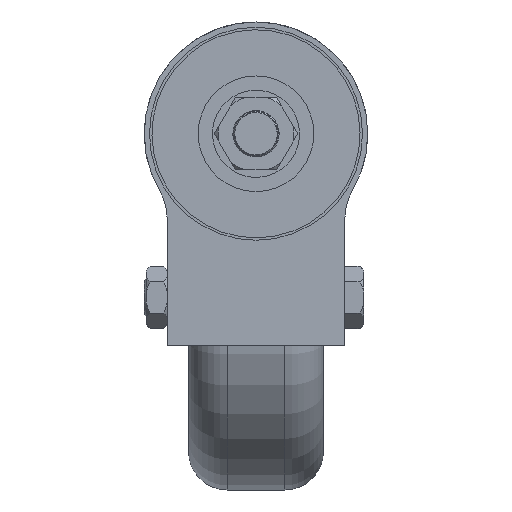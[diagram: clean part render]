
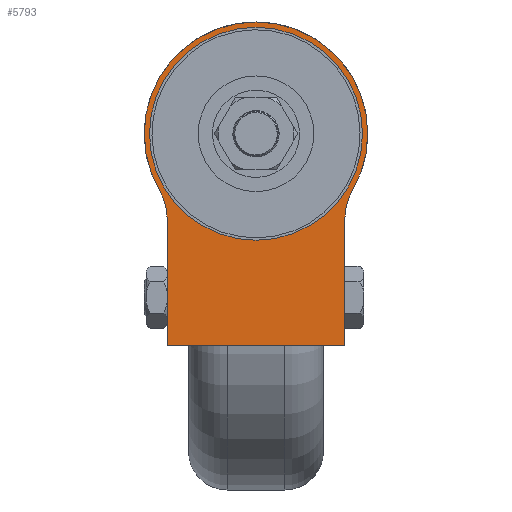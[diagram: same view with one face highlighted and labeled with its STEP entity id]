
A CAD part, front view. The second image highlights one B-rep face of the part: STEP entity #5793.
In plain terms, the highlighted planar face has unit normal (0, -1, 0).
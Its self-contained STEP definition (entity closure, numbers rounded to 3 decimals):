
#32 = LINE ( 'NONE', #2415, #635 ) ;
#119 = DIRECTION ( 'NONE',  ( 0., 0., 1. ) ) ;
#249 = DIRECTION ( 'NONE',  ( 0., 0., 1. ) ) ;
#308 = DIRECTION ( 'NONE',  ( 0., 0., -1. ) ) ;
#392 = LINE ( 'NONE', #2292, #5508 ) ;
#609 = CARTESIAN_POINT ( 'NONE',  ( -39., 0., -22.45 ) ) ;
#635 = VECTOR ( 'NONE', #2542, 1000. ) ;
#691 = CARTESIAN_POINT ( 'NONE',  ( 23., 0., -22.45 ) ) ;
#738 = PLANE ( 'NONE',  #5435 ) ;
#754 = EDGE_CURVE ( 'NONE', #2114, #2123, #1895, .T. ) ;
#765 = CARTESIAN_POINT ( 'NONE',  ( 0., 0., 0. ) ) ;
#936 = EDGE_LOOP ( 'NONE', ( #4204, #4943, #4699, #4359, #4175, #1535 ) ) ;
#945 = EDGE_CURVE ( 'NONE', #4969, #3801, #1832, .T. ) ;
#1126 = CARTESIAN_POINT ( 'NONE',  ( 39., 0., -22.45 ) ) ;
#1258 = EDGE_CURVE ( 'NONE', #4747, #4969, #32, .T. ) ;
#1351 = CARTESIAN_POINT ( 'NONE',  ( -23., 0., -17.664 ) ) ;
#1518 = CIRCLE ( 'NONE', #3475, 27.631 ) ;
#1535 = ORIENTED_EDGE ( 'NONE', *, *, #945, .F. ) ;
#1643 = CARTESIAN_POINT ( 'NONE',  ( 0., 0., 0. ) ) ;
#1687 = AXIS2_PLACEMENT_3D ( 'NONE', #1126, #3223, #5978 ) ;
#1832 = LINE ( 'NONE', #1351, #3125 ) ;
#1844 = CARTESIAN_POINT ( 'NONE',  ( -25.133, 0., -14.468 ) ) ;
#1895 = CIRCLE ( 'NONE', #1687, 16. ) ;
#1924 = DIRECTION ( 'NONE',  ( 0., 1., 0. ) ) ;
#2021 = CARTESIAN_POINT ( 'NONE',  ( 0., 0., 0. ) ) ;
#2114 = VERTEX_POINT ( 'NONE', #691 ) ;
#2123 = VERTEX_POINT ( 'NONE', #2418 ) ;
#2254 = AXIS2_PLACEMENT_3D ( 'NONE', #609, #1924, #119 ) ;
#2280 = EDGE_CURVE ( 'NONE', #2114, #4747, #392, .T. ) ;
#2287 = VERTEX_POINT ( 'NONE', #4302 ) ;
#2292 = CARTESIAN_POINT ( 'NONE',  ( 23., 0., -17.664 ) ) ;
#2398 = CARTESIAN_POINT ( 'NONE',  ( -23., 0., -54.993 ) ) ;
#2413 = VERTEX_POINT ( 'NONE', #4827 ) ;
#2415 = CARTESIAN_POINT ( 'NONE',  ( -23., 0., -54.993 ) ) ;
#2418 = CARTESIAN_POINT ( 'NONE',  ( 25.133, 0., -14.468 ) ) ;
#2542 = DIRECTION ( 'NONE',  ( -1., 0., 0. ) ) ;
#2582 = DIRECTION ( 'NONE',  ( 0., 1., 0. ) ) ;
#2659 = CIRCLE ( 'NONE', #2254, 16. ) ;
#2693 = CARTESIAN_POINT ( 'NONE',  ( 0., 0., 0. ) ) ;
#2719 = DIRECTION ( 'NONE',  ( 0., 0., 1. ) ) ;
#2833 = EDGE_CURVE ( 'NONE', #2287, #2413, #3647, .T. ) ;
#2957 = DIRECTION ( 'NONE',  ( 0., -1., 0. ) ) ;
#3013 = CIRCLE ( 'NONE', #3110, 29. ) ;
#3110 = AXIS2_PLACEMENT_3D ( 'NONE', #1643, #2582, #4563 ) ;
#3125 = VECTOR ( 'NONE', #3308, 1000. ) ;
#3136 = EDGE_LOOP ( 'NONE', ( #5447, #5686 ) ) ;
#3137 = EDGE_CURVE ( 'NONE', #5144, #2123, #3013, .T. ) ;
#3179 = FACE_BOUND ( 'NONE', #3136, .T. ) ;
#3223 = DIRECTION ( 'NONE',  ( 0., 1., 0. ) ) ;
#3308 = DIRECTION ( 'NONE',  ( 0., 0., 1. ) ) ;
#3475 = AXIS2_PLACEMENT_3D ( 'NONE', #765, #4599, #2719 ) ;
#3647 = CIRCLE ( 'NONE', #3942, 27.631 ) ;
#3687 = CARTESIAN_POINT ( 'NONE',  ( 23., 0., -54.993 ) ) ;
#3795 = EDGE_CURVE ( 'NONE', #2413, #2287, #1518, .T. ) ;
#3801 = VERTEX_POINT ( 'NONE', #6152 ) ;
#3942 = AXIS2_PLACEMENT_3D ( 'NONE', #2021, #2957, #3959 ) ;
#3959 = DIRECTION ( 'NONE',  ( 0., 0., 1. ) ) ;
#4175 = ORIENTED_EDGE ( 'NONE', *, *, #5530, .T. ) ;
#4204 = ORIENTED_EDGE ( 'NONE', *, *, #1258, .F. ) ;
#4302 = CARTESIAN_POINT ( 'NONE',  ( 0., 0., -27.631 ) ) ;
#4359 = ORIENTED_EDGE ( 'NONE', *, *, #3137, .F. ) ;
#4563 = DIRECTION ( 'NONE',  ( 0., 0., 1. ) ) ;
#4599 = DIRECTION ( 'NONE',  ( 0., -1., 0. ) ) ;
#4601 = DIRECTION ( 'NONE',  ( 0., 1., 0. ) ) ;
#4699 = ORIENTED_EDGE ( 'NONE', *, *, #754, .T. ) ;
#4747 = VERTEX_POINT ( 'NONE', #3687 ) ;
#4827 = CARTESIAN_POINT ( 'NONE',  ( 0., 0., 27.631 ) ) ;
#4943 = ORIENTED_EDGE ( 'NONE', *, *, #2280, .F. ) ;
#4969 = VERTEX_POINT ( 'NONE', #2398 ) ;
#5067 = FACE_OUTER_BOUND ( 'NONE', #936, .T. ) ;
#5144 = VERTEX_POINT ( 'NONE', #1844 ) ;
#5435 = AXIS2_PLACEMENT_3D ( 'NONE', #2693, #4601, #249 ) ;
#5447 = ORIENTED_EDGE ( 'NONE', *, *, #3795, .F. ) ;
#5508 = VECTOR ( 'NONE', #308, 1000. ) ;
#5530 = EDGE_CURVE ( 'NONE', #5144, #3801, #2659, .T. ) ;
#5686 = ORIENTED_EDGE ( 'NONE', *, *, #2833, .F. ) ;
#5793 = ADVANCED_FACE ( 'NONE', ( #3179, #5067 ), #738, .F. ) ;
#5978 = DIRECTION ( 'NONE',  ( 0., 0., 1. ) ) ;
#6152 = CARTESIAN_POINT ( 'NONE',  ( -23., 0., -22.45 ) ) ;
